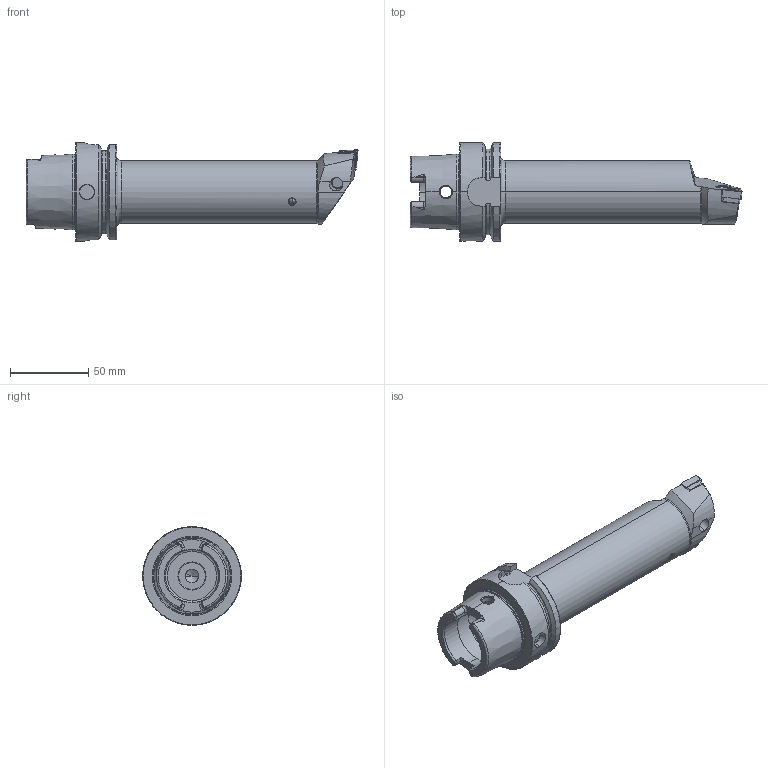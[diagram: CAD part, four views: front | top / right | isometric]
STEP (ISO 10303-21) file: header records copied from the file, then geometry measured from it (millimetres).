
FILE_DESCRIPTION (( 'STEP AP214' ), '1' );
FILE_NAME ('HA6.PCD.LLC.180.STEP', '2020-09-11T06:13:21', ( '' ), ( '' ), 'SwSTEP 2.0', 'SolidWorks 2017', '' );
FILE_SCHEMA (( 'AUTOMOTIVE_DESIGN' ));
Length unit declared in the file: millimetre
Products named in the file (8): WCD-ER1.101.000; HA6.PCD.LLC.180; CNMG120404; WCD-ER4.101.017_A; KVT_MB_600_050; WCD-ER2.101.003_A; HA6-PCD.LLC.180_A; WCD-ER3.101.000_A
Assembly tree (7 placements, depth 2):
  HA6.PCD.LLC.180
    HA6-PCD.LLC.180_A
    KVT_MB_600_050
    WCD-ER2.101.003_A
    CNMG120404
    WCD-ER3.101.000_A
    WCD-ER4.101.017_A
    WCD-ER1.101.000
Bounding box: 211.9 x 63 x 63 mm (x, y, z)
Volume: 248747.2 mm3; surface area: 46876.9 mm2
Topology: 8 solids, 8 shells, 380 faces, 967 edges, 592 vertices
Faces by surface type: plane 116, cylinder 108, cone 98, torus 39, bspline 17, sphere 2
Entity records: 14457 total; most frequent: CARTESIAN_POINT 4209, ORIENTED_EDGE 1900, DIRECTION 1781, EDGE_CURVE 950, AXIS2_PLACEMENT_3D 691, VERTEX_POINT 589, VECTOR 399, EDGE_LOOP 399
